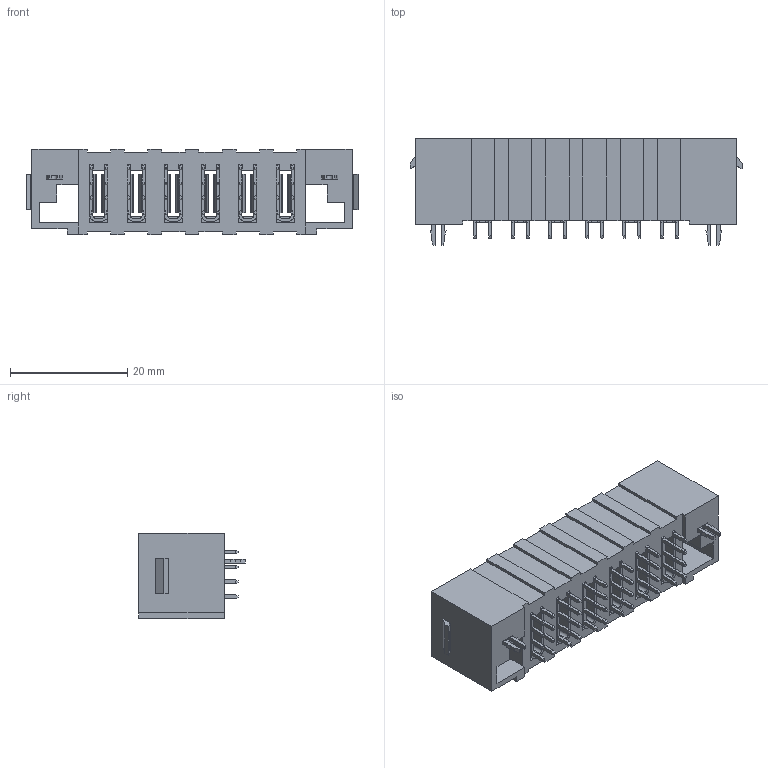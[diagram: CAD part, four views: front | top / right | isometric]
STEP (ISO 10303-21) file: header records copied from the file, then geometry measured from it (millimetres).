
FILE_DESCRIPTION( ( 'STEP AP203' ), '1' );
FILE_NAME( 'PET-06-01-S-VT-LC.stp', '2020-02-09T22:45:19', ( '' ), ( '' ), ' ', 'PARTsolutions', ' ' );
FILE_SCHEMA( ( 'CONFIG_CONTROL_DESIGN' ) );
Length unit declared in the file: millimetre
Products named in the file (4): PET-06-01-S-VT-LC; _PET-06-VT-LC_t; _PET-06-01-VT_p; _PET-LC_lc
Assembly tree (4 placements, depth 2):
  PET-06-01-S-VT-LC
    _PET-06-VT-LC_t
    _PET-06-01-VT_p
    _PET-LC_lc  x2
Bounding box: 56.61 x 18.22 x 14.5 mm (x, y, z)
Volume: 5236.8 mm3; surface area: 8804.4 mm2
Topology: 4 solids, 4 shells, 971 faces, 2702 edges, 1740 vertices
Faces by surface type: plane 869, cylinder 102
Entity records: 29660 total; most frequent: CARTESIAN_POINT 5254, ORIENTED_EDGE 5242, DIRECTION 4725, EDGE_CURVE 2621, LINE 2411, VECTOR 2411, VERTEX_POINT 1686, AXIS2_PLACEMENT_3D 1157
